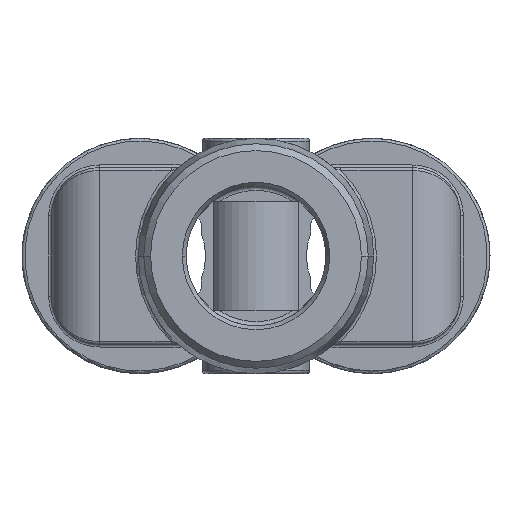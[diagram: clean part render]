
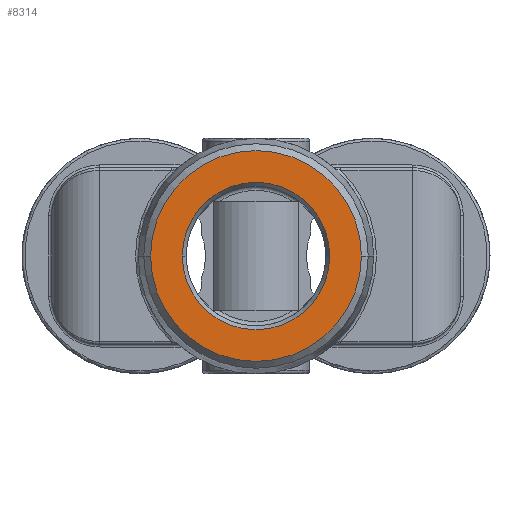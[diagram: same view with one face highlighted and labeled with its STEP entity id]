
A CAD part, front view. The second image highlights one B-rep face of the part: STEP entity #8314.
In plain terms, the highlighted planar face has unit normal (0, -1, 0).
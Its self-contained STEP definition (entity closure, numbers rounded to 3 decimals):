
#2158=CARTESIAN_POINT('',(0.,-6.4,0.));
#2159=DIRECTION('',(0.,-1.,0.));
#2160=DIRECTION('',(1.,0.,0.));
#2161=AXIS2_PLACEMENT_3D('',#2158,#2159,#2160);
#2171=CARTESIAN_POINT('',(0.,-6.4,0.));
#2172=DIRECTION('',(0.,1.,0.));
#2173=DIRECTION('',(1.,0.,0.));
#2174=AXIS2_PLACEMENT_3D('',#2171,#2172,#2173);
#2176=CARTESIAN_POINT('',(0.,-6.4,0.));
#2177=DIRECTION('',(0.,1.,0.));
#2178=DIRECTION('',(1.,0.,0.));
#2179=AXIS2_PLACEMENT_3D('',#2176,#2177,#2178);
#2181=CARTESIAN_POINT('',(0.,-6.4,0.));
#2182=DIRECTION('',(0.,-1.,0.));
#2183=DIRECTION('',(1.,0.,0.));
#2184=AXIS2_PLACEMENT_3D('',#2181,#2182,#2183);
#3774=CARTESIAN_POINT('',(5.389,-6.4,0.));
#3776=VERTEX_POINT('',#3774);
#3777=CARTESIAN_POINT('',(7.7,-6.4,0.));
#3779=VERTEX_POINT('',#3777);
#3784=CARTESIAN_POINT('',(-5.389,-6.4,0.));
#3786=VERTEX_POINT('',#3784);
#3787=CARTESIAN_POINT('',(-7.7,-6.4,0.));
#3789=VERTEX_POINT('',#3787);
#8299=CARTESIAN_POINT('',(0.,-6.4,0.));
#8300=DIRECTION('',(0.,-1.,0.));
#8301=DIRECTION('',(-1.,0.,0.));
#8302=AXIS2_PLACEMENT_3D('',#8299,#8300,#8301);
#8303=PLANE('',#8302);
#8304=ORIENTED_EDGE('',*,*,#8278,.F.);
#8305=ORIENTED_EDGE('',*,*,#8294,.T.);
#8306=EDGE_LOOP('',(#8304,#8305));
#8307=FACE_OUTER_BOUND('',#8306,.F.);
#8309=ORIENTED_EDGE('',*,*,#8308,.F.);
#8311=ORIENTED_EDGE('',*,*,#8310,.T.);
#8312=EDGE_LOOP('',(#8309,#8311));
#8313=FACE_BOUND('',#8312,.F.);
#8314=ADVANCED_FACE('',(#8307,#8313),#8303,.T.);
#2162=CIRCLE('',#2161,7.7);
#2175=CIRCLE('',#2174,7.7);
#2180=CIRCLE('',#2179,5.389);
#2185=CIRCLE('',#2184,5.389);
#8278=EDGE_CURVE('',#3779,#3789,#2162,.T.);
#8294=EDGE_CURVE('',#3779,#3789,#2175,.T.);
#8308=EDGE_CURVE('',#3776,#3786,#2180,.T.);
#8310=EDGE_CURVE('',#3776,#3786,#2185,.T.);
